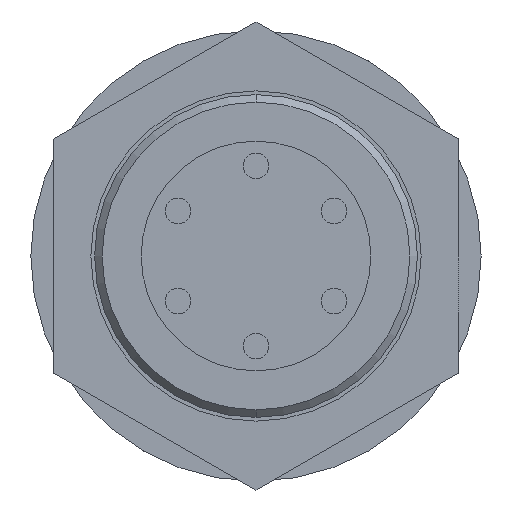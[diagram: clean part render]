
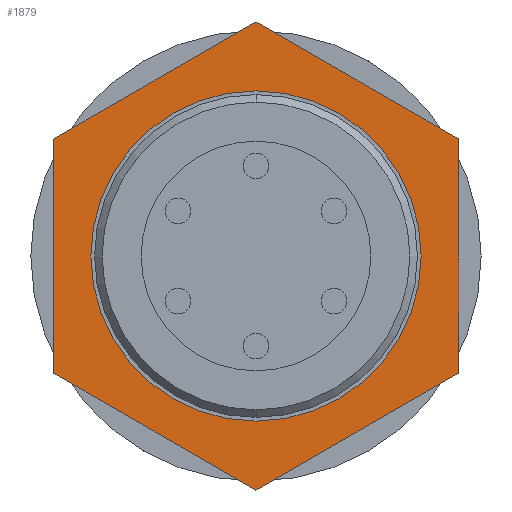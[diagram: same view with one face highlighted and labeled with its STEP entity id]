
A CAD part, front view. The second image highlights one B-rep face of the part: STEP entity #1879.
In plain terms, the highlighted planar face has unit normal (0, -1, 0).
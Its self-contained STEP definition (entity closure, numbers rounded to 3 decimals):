
#18 = EDGE_CURVE ( 'NONE', #682, #709, #1884, .T. ) ;
#40 = ORIENTED_EDGE ( 'NONE', *, *, #1853, .T. ) ;
#168 = ORIENTED_EDGE ( 'NONE', *, *, #2480, .T. ) ;
#179 = CARTESIAN_POINT ( 'NONE',  ( 0., -12., -15.588 ) ) ;
#193 = EDGE_CURVE ( 'NONE', #396, #549, #1964, .T. ) ;
#211 = CARTESIAN_POINT ( 'NONE',  ( 13.5, -12., -7.794 ) ) ;
#256 = DIRECTION ( 'NONE',  ( 0., -1., 0. ) ) ;
#269 = LINE ( 'NONE', #211, #780 ) ;
#295 = ORIENTED_EDGE ( 'NONE', *, *, #2197, .F. ) ;
#355 = LINE ( 'NONE', #568, #930 ) ;
#396 = VERTEX_POINT ( 'NONE', #2384 ) ;
#412 = CARTESIAN_POINT ( 'NONE',  ( 0., -12., -15.588 ) ) ;
#480 = DIRECTION ( 'NONE',  ( 0., 0., 1. ) ) ;
#542 = ORIENTED_EDGE ( 'NONE', *, *, #1224, .T. ) ;
#549 = VERTEX_POINT ( 'NONE', #1721 ) ;
#551 = VERTEX_POINT ( 'NONE', #179 ) ;
#556 = VERTEX_POINT ( 'NONE', #1901 ) ;
#568 = CARTESIAN_POINT ( 'NONE',  ( -13.5, -12., -7.794 ) ) ;
#590 = EDGE_CURVE ( 'NONE', #1322, #1068, #2023, .T. ) ;
#598 = DIRECTION ( 'NONE',  ( 0., -1., 0. ) ) ;
#599 = ORIENTED_EDGE ( 'NONE', *, *, #590, .T. ) ;
#663 = CARTESIAN_POINT ( 'NONE',  ( 0., -12., 15.588 ) ) ;
#664 = DIRECTION ( 'NONE',  ( 0., 0., -1. ) ) ;
#682 = VERTEX_POINT ( 'NONE', #2144 ) ;
#709 = VERTEX_POINT ( 'NONE', #1237 ) ;
#722 = CARTESIAN_POINT ( 'NONE',  ( -13.5, -12., 7.794 ) ) ;
#779 = CARTESIAN_POINT ( 'NONE',  ( 13.5, -12., 7.794 ) ) ;
#780 = VECTOR ( 'NONE', #480, 1000. ) ;
#828 = ORIENTED_EDGE ( 'NONE', *, *, #193, .T. ) ;
#845 = VECTOR ( 'NONE', #664, 1000. ) ;
#854 = LINE ( 'NONE', #2550, #1915 ) ;
#888 = EDGE_LOOP ( 'NONE', ( #599, #40, #828, #1098, #168, #542 ) ) ;
#920 = FACE_BOUND ( 'NONE', #1975, .T. ) ;
#930 = VECTOR ( 'NONE', #1622, 1000. ) ;
#1068 = VERTEX_POINT ( 'NONE', #663 ) ;
#1098 = ORIENTED_EDGE ( 'NONE', *, *, #1439, .T. ) ;
#1208 = DIRECTION ( 'NONE',  ( -0.866, 0., 0.5 ) ) ;
#1224 = EDGE_CURVE ( 'NONE', #556, #1322, #269, .T. ) ;
#1237 = CARTESIAN_POINT ( 'NONE',  ( 0., -12., -11. ) ) ;
#1242 = AXIS2_PLACEMENT_3D ( 'NONE', #2377, #598, #2027 ) ;
#1322 = VERTEX_POINT ( 'NONE', #779 ) ;
#1415 = VECTOR ( 'NONE', #2428, 1000. ) ;
#1439 = EDGE_CURVE ( 'NONE', #549, #551, #355, .T. ) ;
#1448 = ORIENTED_EDGE ( 'NONE', *, *, #18, .F. ) ;
#1473 = DIRECTION ( 'NONE',  ( -0.866, 0., -0.5 ) ) ;
#1594 = CARTESIAN_POINT ( 'NONE',  ( 0., -12., 0. ) ) ;
#1596 = VECTOR ( 'NONE', #1208, 1000. ) ;
#1622 = DIRECTION ( 'NONE',  ( 0.866, 0., -0.5 ) ) ;
#1696 = AXIS2_PLACEMENT_3D ( 'NONE', #2251, #1948, #2182 ) ;
#1721 = CARTESIAN_POINT ( 'NONE',  ( -13.5, -12., -7.794 ) ) ;
#1756 = AXIS2_PLACEMENT_3D ( 'NONE', #1594, #256, #1778 ) ;
#1778 = DIRECTION ( 'NONE',  ( 0., 0., -1. ) ) ;
#1851 = PLANE ( 'NONE',  #1242 ) ;
#1853 = EDGE_CURVE ( 'NONE', #1068, #396, #854, .T. ) ;
#1879 = ADVANCED_FACE ( 'NONE', ( #2328, #920 ), #1851, .T. ) ;
#1884 = CIRCLE ( 'NONE', #1696, 11. ) ;
#1901 = CARTESIAN_POINT ( 'NONE',  ( 13.5, -12., -7.794 ) ) ;
#1915 = VECTOR ( 'NONE', #1473, 1000. ) ;
#1948 = DIRECTION ( 'NONE',  ( 0., -1., 0. ) ) ;
#1954 = LINE ( 'NONE', #412, #1415 ) ;
#1964 = LINE ( 'NONE', #722, #845 ) ;
#1975 = EDGE_LOOP ( 'NONE', ( #1448, #295 ) ) ;
#2023 = LINE ( 'NONE', #2111, #1596 ) ;
#2027 = DIRECTION ( 'NONE',  ( 0., 0., -1. ) ) ;
#2111 = CARTESIAN_POINT ( 'NONE',  ( 13.5, -12., 7.794 ) ) ;
#2144 = CARTESIAN_POINT ( 'NONE',  ( 0., -12., 11. ) ) ;
#2152 = CIRCLE ( 'NONE', #1756, 11. ) ;
#2182 = DIRECTION ( 'NONE',  ( 0., 0., -1. ) ) ;
#2197 = EDGE_CURVE ( 'NONE', #709, #682, #2152, .T. ) ;
#2251 = CARTESIAN_POINT ( 'NONE',  ( 0., -12., 0. ) ) ;
#2328 = FACE_OUTER_BOUND ( 'NONE', #888, .T. ) ;
#2377 = CARTESIAN_POINT ( 'NONE',  ( 0., -12., 0. ) ) ;
#2384 = CARTESIAN_POINT ( 'NONE',  ( -13.5, -12., 7.794 ) ) ;
#2428 = DIRECTION ( 'NONE',  ( 0.866, 0., 0.5 ) ) ;
#2480 = EDGE_CURVE ( 'NONE', #551, #556, #1954, .T. ) ;
#2550 = CARTESIAN_POINT ( 'NONE',  ( 0., -12., 15.588 ) ) ;
